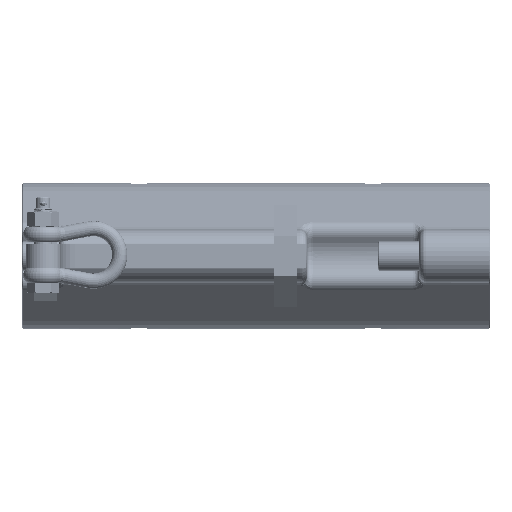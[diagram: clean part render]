
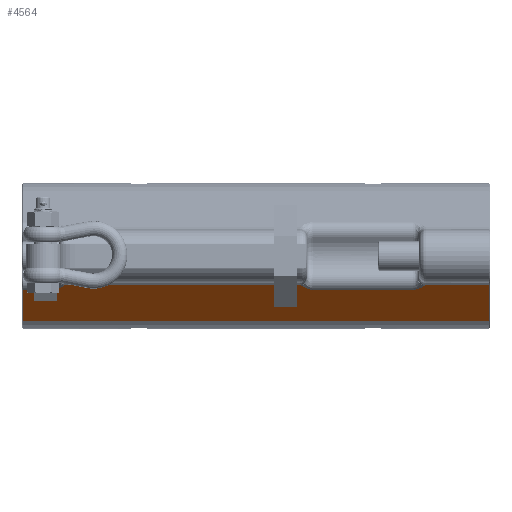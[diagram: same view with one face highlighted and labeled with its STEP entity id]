
A CAD part, left-side view. The second image highlights one B-rep face of the part: STEP entity #4564.
In plain terms, the highlighted planar face has unit normal (-0.46, 0, -0.888).
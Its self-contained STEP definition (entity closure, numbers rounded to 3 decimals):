
#412 = CARTESIAN_POINT ( 'NONE',  ( -83.904, 366.453, -26.948 ) ) ;
#2493 = CARTESIAN_POINT ( 'NONE',  ( -79.309, 65.5, -29.327 ) ) ;
#2892 = B_SPLINE_CURVE_WITH_KNOTS ( 'NONE', 3,
 ( #24986, #29382, #7866, #37951, #12230, #42263, #16551, #46541, #20835, #50837, #25180, #55155 ),
 .UNSPECIFIED., .F., .F.,
 ( 4, 2, 2, 2, 2, 4 ),
 ( 0., 0.004, 0.008, 0.009, 0.011, 0.015 ),
 .UNSPECIFIED. ) ;
#3476 = CARTESIAN_POINT ( 'NONE',  ( -79.309, 399., -29.327 ) ) ;
#3539 = CARTESIAN_POINT ( 'NONE',  ( -83.904, 58.453, -26.948 ) ) ;
#3719 = VERTEX_POINT ( 'NONE', #34221 ) ;
#4411 = CARTESIAN_POINT ( 'NONE',  ( -88.605, 161.825, -24.515 ) ) ;
#4564 = ADVANCED_FACE ( 'NONE', ( #22868 ), #40642, .F. ) ;
#4712 = CARTESIAN_POINT ( 'NONE',  ( -82.387, 368.267, -27.734 ) ) ;
#7866 = CARTESIAN_POINT ( 'NONE',  ( -80.462, 153.653, -28.73 ) ) ;
#7931 = CARTESIAN_POINT ( 'NONE',  ( -82.387, 60.267, -27.734 ) ) ;
#9130 = CARTESIAN_POINT ( 'NONE',  ( -80.775, 370.826, -28.568 ) ) ;
#10575 = CARTESIAN_POINT ( 'NONE',  ( -28.733, 1., -55.507 ) ) ;
#10926 = EDGE_CURVE ( 'NONE', #34617, #13383, #48274, .T. ) ;
#11971 = VECTOR ( 'NONE', #26226, 1000. ) ;
#12142 = LINE ( 'NONE', #47550, #11971 ) ;
#12230 = CARTESIAN_POINT ( 'NONE',  ( -82.387, 156.733, -27.734 ) ) ;
#12299 = CARTESIAN_POINT ( 'NONE',  ( -80.775, 62.826, -28.568 ) ) ;
#13383 = VERTEX_POINT ( 'NONE', #28389 ) ;
#13474 = CARTESIAN_POINT ( 'NONE',  ( -80.032, 372.157, -28.952 ) ) ;
#16551 = CARTESIAN_POINT ( 'NONE',  ( -83.904, 158.547, -26.948 ) ) ;
#16621 = CARTESIAN_POINT ( 'NONE',  ( -80.032, 64.157, -28.952 ) ) ;
#17605 = CARTESIAN_POINT ( 'NONE',  ( -87.541, 363.586, -25.065 ) ) ;
#17789 = CARTESIAN_POINT ( 'NONE',  ( -79.597, 372.962, -29.178 ) ) ;
#18178 = CARTESIAN_POINT ( 'NONE',  ( -79.309, 373.5, -29.327 ) ) ;
#18782 = CARTESIAN_POINT ( 'NONE',  ( -88.605, 400., -24.515 ) ) ;
#19462 = DIRECTION ( 'NONE',  ( 0., 1., 0. ) ) ;
#19843 = VERTEX_POINT ( 'NONE', #20124 ) ;
#20124 = CARTESIAN_POINT ( 'NONE',  ( -88.605, 55.175, -24.515 ) ) ;
#20713 = CARTESIAN_POINT ( 'NONE',  ( -87.541, 55.586, -25.065 ) ) ;
#20835 = CARTESIAN_POINT ( 'NONE',  ( -85.18, 159.769, -26.288 ) ) ;
#20894 = CARTESIAN_POINT ( 'NONE',  ( -79.597, 64.962, -29.178 ) ) ;
#21893 = CARTESIAN_POINT ( 'NONE',  ( -86.557, 364.161, -25.575 ) ) ;
#22093 = CARTESIAN_POINT ( 'NONE',  ( -79.309, 373.5, -29.327 ) ) ;
#22868 = FACE_OUTER_BOUND ( 'NONE', #42777, .T. ) ;
#24347 = CARTESIAN_POINT ( 'NONE',  ( -28.733, 399., -55.507 ) ) ;
#24677 = LINE ( 'NONE', #24347, #25067 ) ;
#24986 = CARTESIAN_POINT ( 'NONE',  ( -79.309, 151.5, -29.327 ) ) ;
#25054 = CARTESIAN_POINT ( 'NONE',  ( -86.557, 56.161, -25.575 ) ) ;
#25067 = VECTOR ( 'NONE', #28742, 1000. ) ;
#25180 = CARTESIAN_POINT ( 'NONE',  ( -87.541, 161.414, -25.065 ) ) ;
#25250 = CARTESIAN_POINT ( 'NONE',  ( -79.309, 65.5, -29.327 ) ) ;
#25286 = DIRECTION ( 'NONE',  ( 0., 1., 0. ) ) ;
#26226 = DIRECTION ( 'NONE',  ( 0., -1., 0. ) ) ;
#26282 = CARTESIAN_POINT ( 'NONE',  ( -84.738, 365.624, -26.517 ) ) ;
#26439 = EDGE_CURVE ( 'NONE', #19843, #47881, #28304, .T. ) ;
#27523 = EDGE_CURVE ( 'NONE', #48276, #40957, #2892, .T. ) ;
#27533 = VERTEX_POINT ( 'NONE', #3476 ) ;
#28304 = B_SPLINE_CURVE_WITH_KNOTS ( 'NONE', 3,
 ( #46425, #20713, #25054, #55037, #29453, #3539, #33737, #7931, #38025, #12299, #42331, #16621, #46612, #20894, #50903, #25250 ),
 .UNSPECIFIED., .F., .F.,
 ( 4, 2, 2, 2, 2, 2, 2, 4 ),
 ( 0., 0.004, 0.006, 0.007, 0.011, 0.013, 0.014, 0.015 ),
 .UNSPECIFIED. ) ;
#28389 = CARTESIAN_POINT ( 'NONE',  ( -88.605, 1., -24.515 ) ) ;
#28742 = DIRECTION ( 'NONE',  ( 0.888, 0., -0.46 ) ) ;
#29382 = CARTESIAN_POINT ( 'NONE',  ( -79.885, 152.577, -29.029 ) ) ;
#29453 = CARTESIAN_POINT ( 'NONE',  ( -84.738, 57.624, -26.517 ) ) ;
#30605 = CARTESIAN_POINT ( 'NONE',  ( -83.51, 366.892, -27.152 ) ) ;
#31126 = B_SPLINE_CURVE_WITH_KNOTS ( 'NONE', 3,
 ( #47604, #17605, #21893, #51871, #26282, #412, #30605, #4712, #34894, #9130, #39199, #13474, #43496, #17789, #47771, #22093 ),
 .UNSPECIFIED., .F., .F.,
 ( 4, 2, 2, 2, 2, 2, 2, 4 ),
 ( 0., 0.004, 0.006, 0.007, 0.011, 0.013, 0.014, 0.015 ),
 .UNSPECIFIED. ) ;
#31477 = EDGE_CURVE ( 'NONE', #52837, #27533, #34137, .T. ) ;
#33728 = EDGE_CURVE ( 'NONE', #40068, #40957, #46404, .T. ) ;
#33737 = CARTESIAN_POINT ( 'NONE',  ( -83.51, 58.892, -27.152 ) ) ;
#34137 = LINE ( 'NONE', #55251, #37984 ) ;
#34221 = CARTESIAN_POINT ( 'NONE',  ( -28.733, 399., -55.507 ) ) ;
#34617 = VERTEX_POINT ( 'NONE', #10575 ) ;
#34714 = CARTESIAN_POINT ( 'NONE',  ( -88.605, 400., -24.515 ) ) ;
#34894 = CARTESIAN_POINT ( 'NONE',  ( -81.714, 369.265, -28.082 ) ) ;
#35758 = AXIS2_PLACEMENT_3D ( 'NONE', #40454, #48815, #39547 ) ;
#37951 = CARTESIAN_POINT ( 'NONE',  ( -81.714, 155.735, -28.082 ) ) ;
#37984 = VECTOR ( 'NONE', #25286, 1000. ) ;
#38025 = CARTESIAN_POINT ( 'NONE',  ( -81.714, 61.265, -28.082 ) ) ;
#39199 = CARTESIAN_POINT ( 'NONE',  ( -80.474, 371.356, -28.724 ) ) ;
#39547 = DIRECTION ( 'NONE',  ( 0.888, 0., -0.46 ) ) ;
#40068 = VERTEX_POINT ( 'NONE', #48359 ) ;
#40454 = CARTESIAN_POINT ( 'NONE',  ( -28.733, 400., -55.507 ) ) ;
#40642 = PLANE ( 'NONE',  #35758 ) ;
#40957 = VERTEX_POINT ( 'NONE', #4411 ) ;
#41840 = EDGE_CURVE ( 'NONE', #47881, #48276, #51334, .T. ) ;
#42263 = CARTESIAN_POINT ( 'NONE',  ( -83.51, 158.108, -27.152 ) ) ;
#42331 = CARTESIAN_POINT ( 'NONE',  ( -80.474, 63.356, -28.724 ) ) ;
#42567 = EDGE_CURVE ( 'NONE', #19843, #13383, #48663, .T. ) ;
#42777 = EDGE_LOOP ( 'NONE', ( #49909, #50293, #50572, #50933, #52132, #52604, #52781, #52983, #54547, #55078 ) ) ;
#42925 = EDGE_CURVE ( 'NONE', #40068, #52837, #31126, .T. ) ;
#43496 = CARTESIAN_POINT ( 'NONE',  ( -79.887, 372.425, -29.028 ) ) ;
#45153 = CARTESIAN_POINT ( 'NONE',  ( -79.309, 400., -29.327 ) ) ;
#46357 = VECTOR ( 'NONE', #55685, 1000. ) ;
#46404 = LINE ( 'NONE', #34714, #46357 ) ;
#46425 = CARTESIAN_POINT ( 'NONE',  ( -88.605, 55.175, -24.515 ) ) ;
#46541 = CARTESIAN_POINT ( 'NONE',  ( -84.738, 159.376, -26.517 ) ) ;
#46612 = CARTESIAN_POINT ( 'NONE',  ( -79.887, 64.425, -29.028 ) ) ;
#47550 = CARTESIAN_POINT ( 'NONE',  ( -28.733, 400., -55.507 ) ) ;
#47604 = CARTESIAN_POINT ( 'NONE',  ( -88.605, 363.175, -24.515 ) ) ;
#47771 = CARTESIAN_POINT ( 'NONE',  ( -79.452, 373.233, -29.253 ) ) ;
#47881 = VERTEX_POINT ( 'NONE', #2493 ) ;
#48274 = LINE ( 'NONE', #55126, #48469 ) ;
#48276 = VERTEX_POINT ( 'NONE', #55398 ) ;
#48359 = CARTESIAN_POINT ( 'NONE',  ( -88.605, 363.175, -24.515 ) ) ;
#48469 = VECTOR ( 'NONE', #55196, 1000. ) ;
#48606 = VECTOR ( 'NONE', #48754, 1000. ) ;
#48663 = LINE ( 'NONE', #18782, #48606 ) ;
#48754 = DIRECTION ( 'NONE',  ( 0., -1., 0. ) ) ;
#48815 = DIRECTION ( 'NONE',  ( 0.46, 0., 0.888 ) ) ;
#49672 = EDGE_CURVE ( 'NONE', #27533, #3719, #24677, .T. ) ;
#49909 = ORIENTED_EDGE ( 'NONE', *, *, #53527, .T. ) ;
#50293 = ORIENTED_EDGE ( 'NONE', *, *, #10926, .T. ) ;
#50572 = ORIENTED_EDGE ( 'NONE', *, *, #42567, .F. ) ;
#50837 = CARTESIAN_POINT ( 'NONE',  ( -86.557, 160.839, -25.575 ) ) ;
#50903 = CARTESIAN_POINT ( 'NONE',  ( -79.452, 65.233, -29.253 ) ) ;
#50933 = ORIENTED_EDGE ( 'NONE', *, *, #26439, .T. ) ;
#51224 = VECTOR ( 'NONE', #19462, 1000. ) ;
#51334 = LINE ( 'NONE', #45153, #51224 ) ;
#51871 = CARTESIAN_POINT ( 'NONE',  ( -85.18, 365.231, -26.288 ) ) ;
#52132 = ORIENTED_EDGE ( 'NONE', *, *, #41840, .T. ) ;
#52604 = ORIENTED_EDGE ( 'NONE', *, *, #27523, .T. ) ;
#52781 = ORIENTED_EDGE ( 'NONE', *, *, #33728, .F. ) ;
#52837 = VERTEX_POINT ( 'NONE', #18178 ) ;
#52983 = ORIENTED_EDGE ( 'NONE', *, *, #42925, .T. ) ;
#53527 = EDGE_CURVE ( 'NONE', #3719, #34617, #12142, .T. ) ;
#54547 = ORIENTED_EDGE ( 'NONE', *, *, #31477, .T. ) ;
#55037 = CARTESIAN_POINT ( 'NONE',  ( -85.18, 57.231, -26.288 ) ) ;
#55078 = ORIENTED_EDGE ( 'NONE', *, *, #49672, .T. ) ;
#55126 = CARTESIAN_POINT ( 'NONE',  ( -28.733, 1., -55.507 ) ) ;
#55155 = CARTESIAN_POINT ( 'NONE',  ( -88.605, 161.825, -24.515 ) ) ;
#55196 = DIRECTION ( 'NONE',  ( -0.888, 0., 0.46 ) ) ;
#55251 = CARTESIAN_POINT ( 'NONE',  ( -79.309, 400., -29.327 ) ) ;
#55398 = CARTESIAN_POINT ( 'NONE',  ( -79.309, 151.5, -29.327 ) ) ;
#55685 = DIRECTION ( 'NONE',  ( 0., -1., 0. ) ) ;
